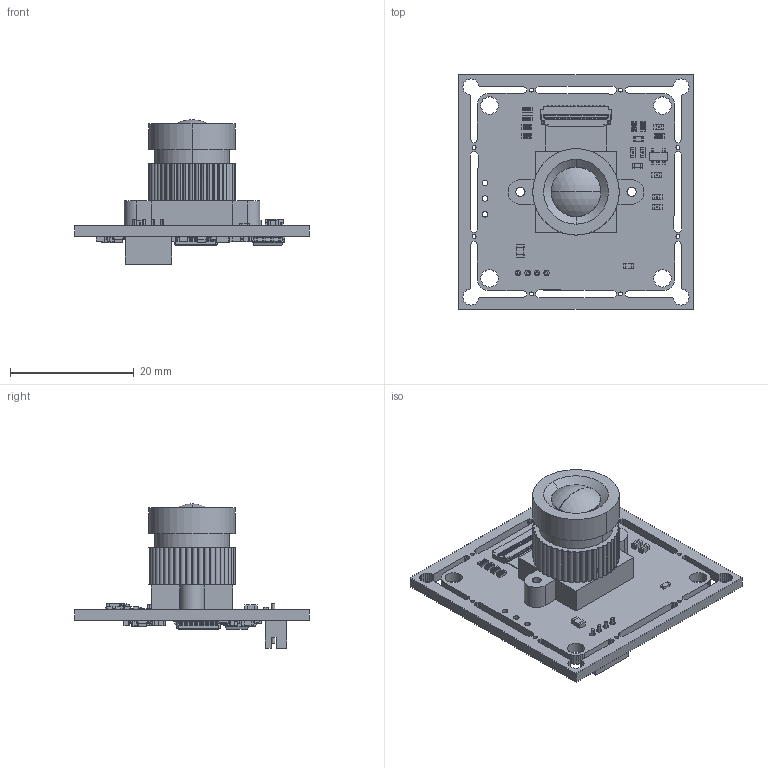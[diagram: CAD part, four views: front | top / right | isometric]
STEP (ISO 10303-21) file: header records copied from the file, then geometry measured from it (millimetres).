
FILE_DESCRIPTION (( 'STEP AP214' ), '1' );
FILE_NAME ('B0322.STEP', '2023-06-08T02:46:44', ( '' ), ( '' ), 'SwSTEP 2.0', 'SolidWorks 2021', '' );
FILE_SCHEMA (( 'AUTOMOTIVE_DESIGN' ));
Length unit declared in the file: millimetre
Products named in the file (1): B0322
Bounding box: 38 x 38 x 23.38 mm (x, y, z)
Volume: 3730.2 mm3; surface area: 6634.5 mm2
Topology: 95 solids, 95 shells, 6127 faces, 16025 edges, 10005 vertices
Faces by surface type: plane 3424, bspline 1195, cylinder 1143, sphere 360, torus 3, cone 2
Entity records: 346760 total; most frequent: CARTESIAN_POINT 136534, ORIENTED_EDGE 31346, DIRECTION 25439, EDGE_CURVE 15673, VECTOR 10947, LINE 10947, VERTEX_POINT 10005, AXIS2_PLACEMENT_3D 7246
